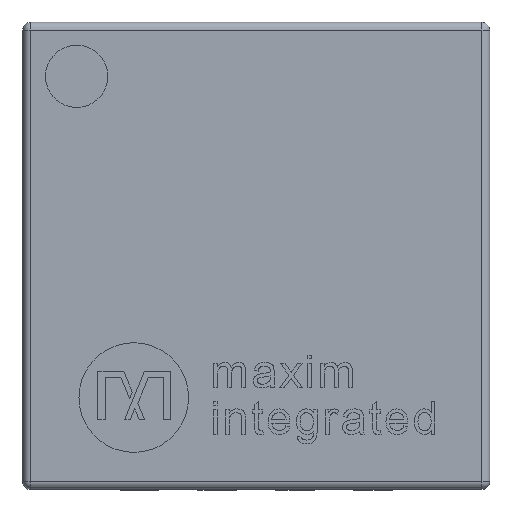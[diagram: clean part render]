
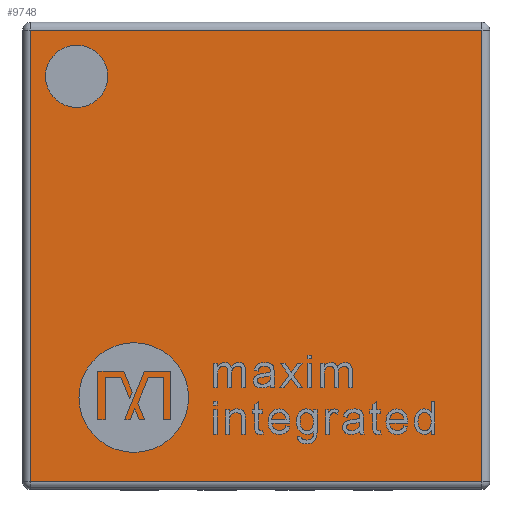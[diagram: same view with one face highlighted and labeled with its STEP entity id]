
A CAD part, top view. The second image highlights one B-rep face of the part: STEP entity #9748.
In plain terms, the highlighted planar face has unit normal (0, 0, 1).
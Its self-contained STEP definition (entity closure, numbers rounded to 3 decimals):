
#882=FACE_OUTER_BOUND('',#1450,.T.);
#1450=EDGE_LOOP('',(#6867,#6868,#6869,#6870));
#2206=LINE('',#13145,#3172);
#2208=LINE('',#13157,#3174);
#2210=LINE('',#13160,#3176);
#2211=LINE('',#13162,#3177);
#3172=VECTOR('',#11252,10.);
#3174=VECTOR('',#11268,10.);
#3176=VECTOR('',#11272,10.);
#3177=VECTOR('',#11275,10.);
#4109=VERTEX_POINT('',#13121);
#4110=VERTEX_POINT('',#13128);
#4112=VERTEX_POINT('',#13136);
#4114=VERTEX_POINT('',#13147);
#5158=EDGE_CURVE('',#4109,#4112,#2206,.T.);
#5164=EDGE_CURVE('',#4112,#4114,#2208,.T.);
#5166=EDGE_CURVE('',#4114,#4110,#2210,.T.);
#5167=EDGE_CURVE('',#4110,#4109,#2211,.T.);
#6867=ORIENTED_EDGE('',*,*,#5158,.F.);
#6868=ORIENTED_EDGE('',*,*,#5167,.F.);
#6869=ORIENTED_EDGE('',*,*,#5166,.F.);
#6870=ORIENTED_EDGE('',*,*,#5164,.F.);
#9408=PLANE('',#10523);
#9748=ADVANCED_FACE('',(#882),#9408,.T.);
#10523=AXIS2_PLACEMENT_3D('',#13170,#11285,#11286);
#11252=DIRECTION('',(0.,1.,0.));
#11268=DIRECTION('',(1.,0.,0.));
#11272=DIRECTION('',(0.,-1.,0.));
#11275=DIRECTION('',(-1.,0.,0.));
#11285=DIRECTION('center_axis',(0.,0.,1.));
#11286=DIRECTION('ref_axis',(1.,0.,0.));
#13121=CARTESIAN_POINT('',(-1.45,-1.45,0.75));
#13128=CARTESIAN_POINT('',(1.45,-1.45,0.75));
#13136=CARTESIAN_POINT('',(-1.45,1.45,0.75));
#13145=CARTESIAN_POINT('',(-1.45,0.75,0.75));
#13147=CARTESIAN_POINT('',(1.45,1.45,0.75));
#13157=CARTESIAN_POINT('',(0.75,1.45,0.75));
#13160=CARTESIAN_POINT('',(1.45,-0.75,0.75));
#13162=CARTESIAN_POINT('',(-0.75,-1.45,0.75));
#13170=CARTESIAN_POINT('Origin',(0.,0.,0.75));
